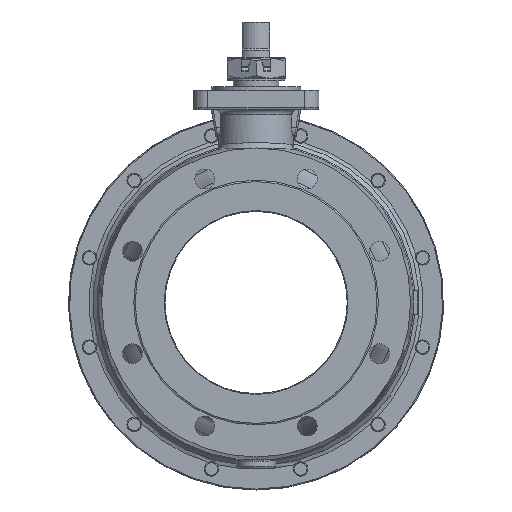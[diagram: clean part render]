
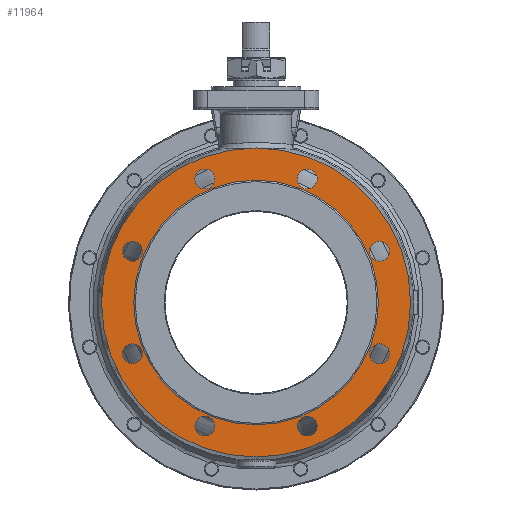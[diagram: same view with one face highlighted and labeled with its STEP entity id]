
A CAD part, left-side view. The second image highlights one B-rep face of the part: STEP entity #11964.
In plain terms, the highlighted planar face has unit normal (-1, 0, 0).
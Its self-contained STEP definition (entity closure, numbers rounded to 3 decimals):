
#2188=PLANE('',#12886);
#3331=FACE_BOUND('',#4747,.T.);
#3332=FACE_BOUND('',#4748,.T.);
#3333=FACE_BOUND('',#4749,.T.);
#3334=FACE_BOUND('',#4750,.T.);
#3335=FACE_BOUND('',#4751,.T.);
#3336=FACE_BOUND('',#4752,.T.);
#3337=FACE_BOUND('',#4753,.T.);
#3338=FACE_BOUND('',#4754,.T.);
#3339=FACE_BOUND('',#4755,.T.);
#3844=FACE_OUTER_BOUND('',#4746,.T.);
#4746=EDGE_LOOP('',(#10283));
#4747=EDGE_LOOP('',(#10284));
#4748=EDGE_LOOP('',(#10285));
#4749=EDGE_LOOP('',(#10286));
#4750=EDGE_LOOP('',(#10287));
#4751=EDGE_LOOP('',(#10288));
#4752=EDGE_LOOP('',(#10289));
#4753=EDGE_LOOP('',(#10290));
#4754=EDGE_LOOP('',(#10291));
#4755=EDGE_LOOP('',(#10292));
#5300=CIRCLE('',#12856,11.1);
#5302=CIRCLE('',#12859,11.1);
#5304=CIRCLE('',#12862,11.1);
#5306=CIRCLE('',#12865,11.1);
#5308=CIRCLE('',#12868,11.1);
#5310=CIRCLE('',#12871,11.1);
#5312=CIRCLE('',#12874,11.1);
#5314=CIRCLE('',#12877,11.1);
#5319=CIRCLE('',#12885,136.55);
#5320=CIRCLE('',#12887,172.5);
#6203=VERTEX_POINT('',#22029);
#6205=VERTEX_POINT('',#22034);
#6207=VERTEX_POINT('',#22039);
#6209=VERTEX_POINT('',#22044);
#6211=VERTEX_POINT('',#22049);
#6213=VERTEX_POINT('',#22054);
#6215=VERTEX_POINT('',#22059);
#6217=VERTEX_POINT('',#22064);
#6222=VERTEX_POINT('',#22077);
#6223=VERTEX_POINT('',#22080);
#7605=EDGE_CURVE('',#6203,#6203,#5300,.T.);
#7607=EDGE_CURVE('',#6205,#6205,#5302,.T.);
#7609=EDGE_CURVE('',#6207,#6207,#5304,.T.);
#7611=EDGE_CURVE('',#6209,#6209,#5306,.T.);
#7613=EDGE_CURVE('',#6211,#6211,#5308,.T.);
#7615=EDGE_CURVE('',#6213,#6213,#5310,.T.);
#7617=EDGE_CURVE('',#6215,#6215,#5312,.T.);
#7619=EDGE_CURVE('',#6217,#6217,#5314,.T.);
#7624=EDGE_CURVE('',#6222,#6222,#5319,.T.);
#7625=EDGE_CURVE('',#6223,#6223,#5320,.T.);
#10283=ORIENTED_EDGE('',*,*,#7625,.F.);
#10284=ORIENTED_EDGE('',*,*,#7605,.T.);
#10285=ORIENTED_EDGE('',*,*,#7607,.T.);
#10286=ORIENTED_EDGE('',*,*,#7609,.T.);
#10287=ORIENTED_EDGE('',*,*,#7611,.T.);
#10288=ORIENTED_EDGE('',*,*,#7613,.T.);
#10289=ORIENTED_EDGE('',*,*,#7615,.T.);
#10290=ORIENTED_EDGE('',*,*,#7617,.T.);
#10291=ORIENTED_EDGE('',*,*,#7619,.T.);
#10292=ORIENTED_EDGE('',*,*,#7624,.F.);
#11964=ADVANCED_FACE('',(#3844,#3331,#3332,#3333,#3334,#3335,#3336,#3337,
#3338,#3339),#2188,.F.);
#12856=AXIS2_PLACEMENT_3D('',#22030,#14921,#14922);
#12859=AXIS2_PLACEMENT_3D('',#22035,#14927,#14928);
#12862=AXIS2_PLACEMENT_3D('',#22040,#14933,#14934);
#12865=AXIS2_PLACEMENT_3D('',#22045,#14939,#14940);
#12868=AXIS2_PLACEMENT_3D('',#22050,#14945,#14946);
#12871=AXIS2_PLACEMENT_3D('',#22055,#14951,#14952);
#12874=AXIS2_PLACEMENT_3D('',#22060,#14957,#14958);
#12877=AXIS2_PLACEMENT_3D('',#22065,#14963,#14964);
#12885=AXIS2_PLACEMENT_3D('',#22078,#14979,#14980);
#12886=AXIS2_PLACEMENT_3D('',#22079,#14981,#14982);
#12887=AXIS2_PLACEMENT_3D('',#22081,#14983,#14984);
#14921=DIRECTION('center_axis',(1.,0.,0.));
#14922=DIRECTION('ref_axis',(0.,-0.707,-0.707));
#14927=DIRECTION('center_axis',(1.,0.,0.));
#14928=DIRECTION('ref_axis',(0.,-1.,0.));
#14933=DIRECTION('center_axis',(1.,0.,0.));
#14934=DIRECTION('ref_axis',(0.,-0.707,0.707));
#14939=DIRECTION('center_axis',(1.,0.,0.));
#14940=DIRECTION('ref_axis',(0.,0.,1.));
#14945=DIRECTION('center_axis',(1.,0.,0.));
#14946=DIRECTION('ref_axis',(0.,0.707,0.707));
#14951=DIRECTION('center_axis',(1.,0.,0.));
#14952=DIRECTION('ref_axis',(0.,1.,0.));
#14957=DIRECTION('center_axis',(1.,0.,0.));
#14958=DIRECTION('ref_axis',(0.,0.707,-0.707));
#14963=DIRECTION('center_axis',(1.,0.,0.));
#14964=DIRECTION('ref_axis',(0.,0.,-1.));
#14979=DIRECTION('center_axis',(-1.,0.,0.));
#14980=DIRECTION('ref_axis',(0.,0.,-1.));
#14981=DIRECTION('center_axis',(1.,0.,0.));
#14982=DIRECTION('ref_axis',(0.,0.,-1.));
#14983=DIRECTION('center_axis',(1.,0.,0.));
#14984=DIRECTION('ref_axis',(0.,0.,-1.));
#22029=CARTESIAN_POINT('',(-204.12,-49.267,-130.04));
#22030=CARTESIAN_POINT('Origin',(-204.12,-57.116,-137.889));
#22034=CARTESIAN_POINT('',(-204.12,-126.789,-57.116));
#22035=CARTESIAN_POINT('Origin',(-204.12,-137.889,-57.116));
#22039=CARTESIAN_POINT('',(-204.12,-130.04,49.267));
#22040=CARTESIAN_POINT('Origin',(-204.12,-137.889,57.116));
#22044=CARTESIAN_POINT('',(-204.12,-57.116,126.789));
#22045=CARTESIAN_POINT('Origin',(-204.12,-57.116,137.889));
#22049=CARTESIAN_POINT('',(-204.12,49.267,130.04));
#22050=CARTESIAN_POINT('Origin',(-204.12,57.116,137.889));
#22054=CARTESIAN_POINT('',(-204.12,126.789,57.116));
#22055=CARTESIAN_POINT('Origin',(-204.12,137.889,57.116));
#22059=CARTESIAN_POINT('',(-204.12,130.04,-49.267));
#22060=CARTESIAN_POINT('Origin',(-204.12,137.889,-57.116));
#22064=CARTESIAN_POINT('',(-204.12,57.116,-126.789));
#22065=CARTESIAN_POINT('Origin',(-204.12,57.116,-137.889));
#22077=CARTESIAN_POINT('',(-204.12,0.,136.55));
#22078=CARTESIAN_POINT('Origin',(-204.12,0.,0.));
#22079=CARTESIAN_POINT('Origin',(-204.12,0.,0.));
#22080=CARTESIAN_POINT('',(-204.12,0.,172.5));
#22081=CARTESIAN_POINT('Origin',(-204.12,0.,0.));
